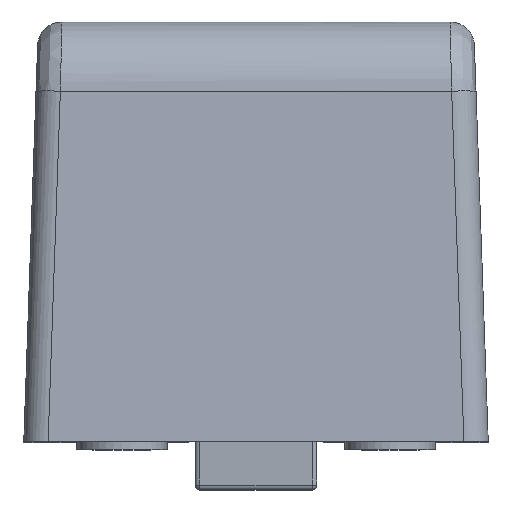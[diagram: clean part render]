
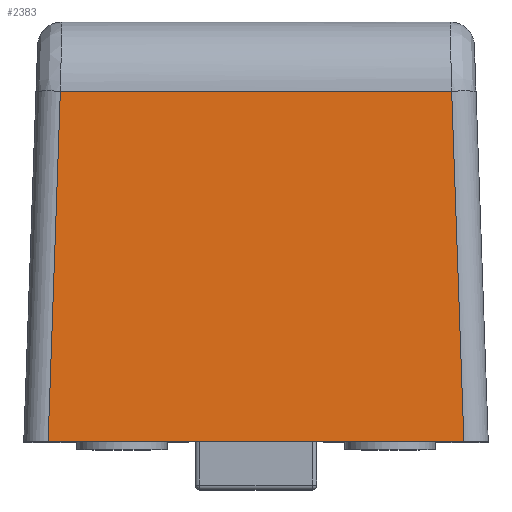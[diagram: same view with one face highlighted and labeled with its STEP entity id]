
A CAD part, top view. The second image highlights one B-rep face of the part: STEP entity #2383.
In plain terms, the highlighted planar face has unit normal (0, 0.052, 0.999).
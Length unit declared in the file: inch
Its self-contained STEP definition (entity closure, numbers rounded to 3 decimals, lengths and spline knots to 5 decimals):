
#69=PLANE('',#2571);
#165=FACE_OUTER_BOUND('',#302,.T.);
#302=EDGE_LOOP('',(#1796,#1797,#1798,#1799));
#473=LINE('',#3782,#716);
#483=LINE('',#3806,#726);
#517=LINE('',#4035,#760);
#535=LINE('',#4225,#778);
#716=VECTOR('',#2817,0.67136);
#726=VECTOR('',#2843,0.56636);
#760=VECTOR('',#2931,0.63188);
#778=VECTOR('',#2969,0.56636);
#1029=VERTEX_POINT('',#3691);
#1044=VERTEX_POINT('',#3779);
#1045=VERTEX_POINT('',#3781);
#1085=VERTEX_POINT('',#4034);
#1278=EDGE_CURVE('',#1045,#1044,#473,.T.);
#1291=EDGE_CURVE('',#1029,#1045,#483,.T.);
#1340=EDGE_CURVE('',#1029,#1085,#517,.T.);
#1364=EDGE_CURVE('',#1044,#1085,#535,.T.);
#1796=ORIENTED_EDGE('',*,*,#1278,.T.);
#1797=ORIENTED_EDGE('',*,*,#1364,.T.);
#1798=ORIENTED_EDGE('',*,*,#1340,.F.);
#1799=ORIENTED_EDGE('',*,*,#1291,.T.);
#2383=ADVANCED_FACE('',(#165),#69,.T.);
#2571=AXIS2_PLACEMENT_3D('',#4224,#2967,#2968);
#2817=DIRECTION('',(1.,0.,0.));
#2843=DIRECTION('',(-0.035,-0.998,0.052));
#2931=DIRECTION('',(1.,0.,0.));
#2967=DIRECTION('center_axis',(0.,0.052,0.999));
#2968=DIRECTION('ref_axis',(1.,0.,0.));
#2969=DIRECTION('',(-0.035,0.998,-0.052));
#3691=CARTESIAN_POINT('',(-0.31594,0.56524,0.73022));
#3779=CARTESIAN_POINT('',(0.33568,0.,0.75984));
#3781=CARTESIAN_POINT('',(-0.33568,0.,0.75984));
#3782=CARTESIAN_POINT('',(-0.33568,0.,0.75984));
#3806=CARTESIAN_POINT('',(-0.31594,0.56524,0.73022));
#4034=CARTESIAN_POINT('',(0.31594,0.56524,0.73022));
#4035=CARTESIAN_POINT('',(-0.31594,0.56524,0.73022));
#4224=CARTESIAN_POINT('Origin',(-0.375,0.67717,0.72435));
#4225=CARTESIAN_POINT('',(0.33568,0.,0.75984));
